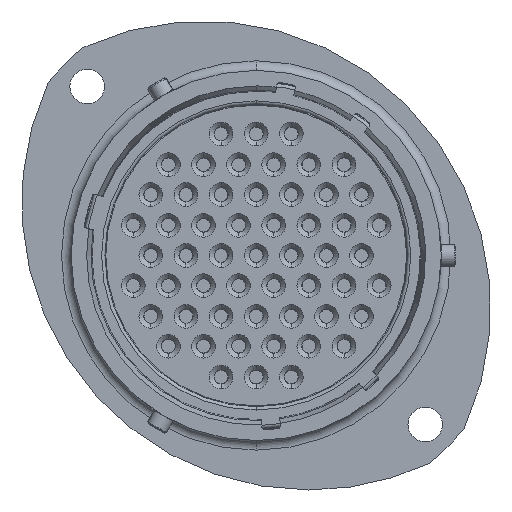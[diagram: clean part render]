
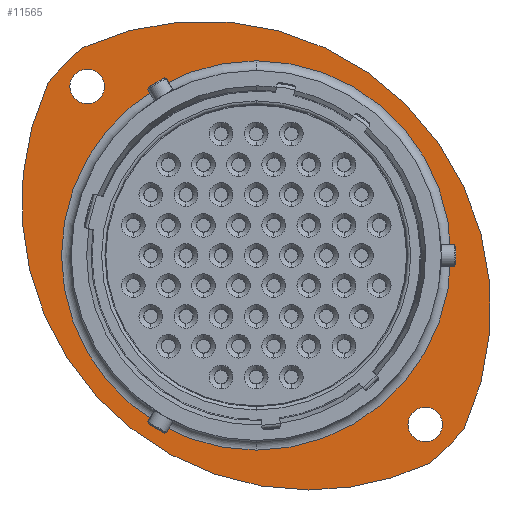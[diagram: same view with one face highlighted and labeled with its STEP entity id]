
A CAD part, left-side view. The second image highlights one B-rep face of the part: STEP entity #11565.
In plain terms, the highlighted planar face has unit normal (-1, 0, 0).
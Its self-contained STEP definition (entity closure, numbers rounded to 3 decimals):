
#282 = FACE_BOUND ( 'NONE', #72384, .T. ) ;
#691 = VERTEX_POINT ( 'NONE', #61554 ) ;
#1163 = VERTEX_POINT ( 'NONE', #5875 ) ;
#2445 = CIRCLE ( 'NONE', #75922, 25.45 ) ;
#3116 = ORIENTED_EDGE ( 'NONE', *, *, #71250, .T. ) ;
#3257 = EDGE_CURVE ( 'NONE', #29843, #691, #24754, .T. ) ;
#5875 = CARTESIAN_POINT ( 'NONE',  ( 78.89, -3.774, -68.138 ) ) ;
#7222 = EDGE_CURVE ( 'NONE', #35847, #67486, #21476, .T. ) ;
#8116 = CARTESIAN_POINT ( 'NONE',  ( 78.89, -7.435, -66.911 ) ) ;
#8214 = EDGE_CURVE ( 'NONE', #11428, #51575, #2445, .T. ) ;
#8268 = CIRCLE ( 'NONE', #12393, 27. ) ;
#9201 = AXIS2_PLACEMENT_3D ( 'NONE', #65815, #52837, #60159 ) ;
#9502 = CARTESIAN_POINT ( 'NONE',  ( 78.89, -4.172, -70.174 ) ) ;
#11037 = AXIS2_PLACEMENT_3D ( 'NONE', #35581, #34743, #81775 ) ;
#11428 = VERTEX_POINT ( 'NONE', #9502 ) ;
#11565 = ADVANCED_FACE ( 'NONE', ( #26332, #78923, #282, #14211 ), #33641, .F. ) ;
#12393 = AXIS2_PLACEMENT_3D ( 'NONE', #54297, #15215, #28159 ) ;
#12747 = CARTESIAN_POINT ( 'NONE',  ( 78.89, 12.119, -50.621 ) ) ;
#13510 = EDGE_CURVE ( 'NONE', #691, #11428, #85678, .T. ) ;
#14149 = DIRECTION ( 'NONE',  ( 1., 0., 0. ) ) ;
#14211 = FACE_OUTER_BOUND ( 'NONE', #72518, .T. ) ;
#15215 = DIRECTION ( 'NONE',  ( -1., 0., 0. ) ) ;
#15403 = CIRCLE ( 'NONE', #43110, 1.625 ) ;
#15647 = DIRECTION ( 'NONE',  ( 0., 0., -1. ) ) ;
#16458 = ORIENTED_EDGE ( 'NONE', *, *, #67555, .T. ) ;
#17485 = AXIS2_PLACEMENT_3D ( 'NONE', #75508, #34660, #28167 ) ;
#18331 = CARTESIAN_POINT ( 'NONE',  ( 78.89, 28.011, -34.729 ) ) ;
#19600 = CARTESIAN_POINT ( 'NONE',  ( 78.89, 12.119, -68.926 ) ) ;
#20323 = CARTESIAN_POINT ( 'NONE',  ( 78.89, 12.119, -50.621 ) ) ;
#20719 = CIRCLE ( 'NONE', #23472, 18.305 ) ;
#21476 = CIRCLE ( 'NONE', #24270, 18.305 ) ;
#21976 = EDGE_CURVE ( 'NONE', #30846, #75783, #32472, .T. ) ;
#22244 = CIRCLE ( 'NONE', #11037, 25.45 ) ;
#22656 = CIRCLE ( 'NONE', #71247, 1.625 ) ;
#23038 = CARTESIAN_POINT ( 'NONE',  ( 78.89, -3.774, -64.888 ) ) ;
#23140 = ORIENTED_EDGE ( 'NONE', *, *, #21976, .F. ) ;
#23472 = AXIS2_PLACEMENT_3D ( 'NONE', #12747, #39117, #26156 ) ;
#24270 = AXIS2_PLACEMENT_3D ( 'NONE', #34850, #14149, #54503 ) ;
#24548 = VERTEX_POINT ( 'NONE', #61604 ) ;
#24754 = CIRCLE ( 'NONE', #84551, 27. ) ;
#25518 = DIRECTION ( 'NONE',  ( 0., 0., -1. ) ) ;
#25869 = EDGE_LOOP ( 'NONE', ( #85676, #63573 ) ) ;
#26156 = DIRECTION ( 'NONE',  ( 0., 0., -1. ) ) ;
#26332 = FACE_BOUND ( 'NONE', #48588, .T. ) ;
#28159 = DIRECTION ( 'NONE',  ( 0., 0., -1. ) ) ;
#28167 = DIRECTION ( 'NONE',  ( 0., 0., -1. ) ) ;
#28454 = CARTESIAN_POINT ( 'NONE',  ( 78.89, 31.672, -34.33 ) ) ;
#29843 = VERTEX_POINT ( 'NONE', #28454 ) ;
#30032 = DIRECTION ( 'NONE',  ( -1., 0., 0. ) ) ;
#30420 = DIRECTION ( 'NONE',  ( -1., 0., 0. ) ) ;
#30846 = VERTEX_POINT ( 'NONE', #69215 ) ;
#32014 = DIRECTION ( 'NONE',  ( -1., 0., 0. ) ) ;
#32077 = ORIENTED_EDGE ( 'NONE', *, *, #7222, .T. ) ;
#32472 = CIRCLE ( 'NONE', #39394, 1.625 ) ;
#33641 = PLANE ( 'NONE',  #9201 ) ;
#34660 = DIRECTION ( 'NONE',  ( -1., 0., 0. ) ) ;
#34743 = DIRECTION ( 'NONE',  ( -1., 0., 0. ) ) ;
#34827 = VERTEX_POINT ( 'NONE', #23038 ) ;
#34850 = CARTESIAN_POINT ( 'NONE',  ( 78.89, 12.119, -50.621 ) ) ;
#35186 = EDGE_CURVE ( 'NONE', #1163, #34827, #42343, .T. ) ;
#35581 = CARTESIAN_POINT ( 'NONE',  ( 78.89, 12.119, -50.621 ) ) ;
#35847 = VERTEX_POINT ( 'NONE', #70871 ) ;
#36053 = CARTESIAN_POINT ( 'NONE',  ( 78.89, 28.011, -34.729 ) ) ;
#38927 = CARTESIAN_POINT ( 'NONE',  ( 78.89, 7.169, -45.671 ) ) ;
#39117 = DIRECTION ( 'NONE',  ( 1., 0., 0. ) ) ;
#39394 = AXIS2_PLACEMENT_3D ( 'NONE', #36053, #30420, #62953 ) ;
#42343 = CIRCLE ( 'NONE', #17485, 1.625 ) ;
#43110 = AXIS2_PLACEMENT_3D ( 'NONE', #18331, #30032, #44776 ) ;
#43946 = DIRECTION ( 'NONE',  ( -1., 0., 0. ) ) ;
#44776 = DIRECTION ( 'NONE',  ( 0., 0., -1. ) ) ;
#45420 = EDGE_CURVE ( 'NONE', #51575, #24548, #8268, .T. ) ;
#48084 = AXIS2_PLACEMENT_3D ( 'NONE', #50047, #43946, #84019 ) ;
#48128 = EDGE_CURVE ( 'NONE', #34827, #1163, #22656, .T. ) ;
#48588 = EDGE_LOOP ( 'NONE', ( #3116, #32077 ) ) ;
#48601 = CARTESIAN_POINT ( 'NONE',  ( 78.89, -3.774, -66.513 ) ) ;
#50047 = CARTESIAN_POINT ( 'NONE',  ( 78.89, 7.169, -45.671 ) ) ;
#51575 = VERTEX_POINT ( 'NONE', #8116 ) ;
#52837 = DIRECTION ( 'NONE',  ( 1., 0., 0. ) ) ;
#53308 = DIRECTION ( 'NONE',  ( 0., 0., 1. ) ) ;
#53727 = ORIENTED_EDGE ( 'NONE', *, *, #83594, .F. ) ;
#54297 = CARTESIAN_POINT ( 'NONE',  ( 78.89, 17.068, -55.571 ) ) ;
#54503 = DIRECTION ( 'NONE',  ( 0., 0., -1. ) ) ;
#58533 = ORIENTED_EDGE ( 'NONE', *, *, #13510, .T. ) ;
#60159 = DIRECTION ( 'NONE',  ( 0., 0., -1. ) ) ;
#61554 = CARTESIAN_POINT ( 'NONE',  ( 78.89, 7.169, -72.671 ) ) ;
#61604 = CARTESIAN_POINT ( 'NONE',  ( 78.89, 28.409, -31.068 ) ) ;
#62953 = DIRECTION ( 'NONE',  ( 0., 0., -1. ) ) ;
#63206 = CARTESIAN_POINT ( 'NONE',  ( 78.89, 28.011, -33.104 ) ) ;
#63573 = ORIENTED_EDGE ( 'NONE', *, *, #48128, .F. ) ;
#65475 = ORIENTED_EDGE ( 'NONE', *, *, #3257, .T. ) ;
#65815 = CARTESIAN_POINT ( 'NONE',  ( 78.89, 29.524, -50.621 ) ) ;
#67486 = VERTEX_POINT ( 'NONE', #19600 ) ;
#67555 = EDGE_CURVE ( 'NONE', #24548, #29843, #22244, .T. ) ;
#69215 = CARTESIAN_POINT ( 'NONE',  ( 78.89, 28.011, -36.354 ) ) ;
#70871 = CARTESIAN_POINT ( 'NONE',  ( 78.89, 12.119, -32.316 ) ) ;
#71247 = AXIS2_PLACEMENT_3D ( 'NONE', #48601, #75106, #15647 ) ;
#71250 = EDGE_CURVE ( 'NONE', #67486, #35847, #20719, .T. ) ;
#71285 = ORIENTED_EDGE ( 'NONE', *, *, #8214, .T. ) ;
#72384 = EDGE_LOOP ( 'NONE', ( #23140, #53727 ) ) ;
#72518 = EDGE_LOOP ( 'NONE', ( #65475, #58533, #71285, #85989, #16458 ) ) ;
#75106 = DIRECTION ( 'NONE',  ( -1., 0., 0. ) ) ;
#75508 = CARTESIAN_POINT ( 'NONE',  ( 78.89, -3.774, -66.513 ) ) ;
#75783 = VERTEX_POINT ( 'NONE', #63206 ) ;
#75922 = AXIS2_PLACEMENT_3D ( 'NONE', #20323, #80324, #53308 ) ;
#78923 = FACE_BOUND ( 'NONE', #25869, .T. ) ;
#80324 = DIRECTION ( 'NONE',  ( -1., 0., 0. ) ) ;
#81775 = DIRECTION ( 'NONE',  ( 0., 0., 1. ) ) ;
#83594 = EDGE_CURVE ( 'NONE', #75783, #30846, #15403, .T. ) ;
#84019 = DIRECTION ( 'NONE',  ( 0., 0., -1. ) ) ;
#84551 = AXIS2_PLACEMENT_3D ( 'NONE', #38927, #32014, #25518 ) ;
#85676 = ORIENTED_EDGE ( 'NONE', *, *, #35186, .F. ) ;
#85678 = CIRCLE ( 'NONE', #48084, 27. ) ;
#85989 = ORIENTED_EDGE ( 'NONE', *, *, #45420, .T. ) ;
